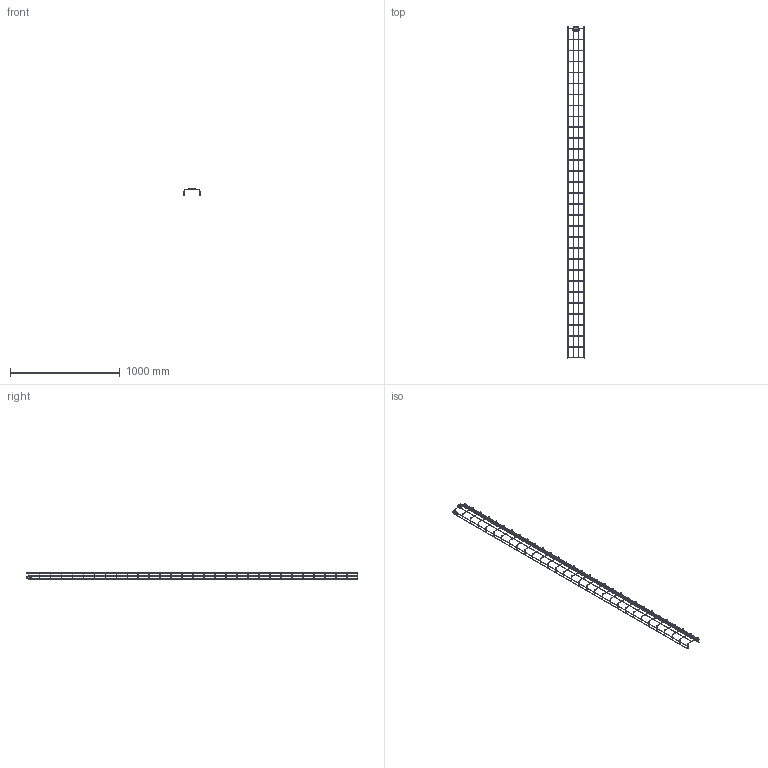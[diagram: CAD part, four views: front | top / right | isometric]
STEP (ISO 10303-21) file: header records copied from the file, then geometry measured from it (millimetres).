
FILE_DESCRIPTION((''),'2;1');
FILE_NAME('940115_ASM','2018-11-07T12:44:06',('tomasz.grudniewski'),(''),'CREO PARAMETRIC BY PTC INC, 2018260','CREO PARAMETRIC BY PTC INC, 2018260','');
FILE_SCHEMA(('CONFIG_CONTROL_DESIGN'));
Length unit declared in the file: millimetre
Products named in the file (5): 940115; ZZLS1_1; ZZLS1_2_20140910; UZS1_1_5_20140716; 940115_ASM
Assembly tree (4 placements, depth 2):
  940115_ASM
    940115
    ZZLS1_1
    ZZLS1_2_20140910
    UZS1_1_5_20140716
Bounding box: 150 x 3024 x 62.06 mm (x, y, z)
Volume: 332687 mm3; surface area: 336418.9 mm2
Topology: 40 solids, 40 shells, 1234 faces, 2832 edges, 1720 vertices
Faces by surface type: plane 487, cylinder 288, extrusion 157, bspline 154, torus 124, cone 24
Entity records: 51988 total; most frequent: CARTESIAN_POINT 25546, ORIENTED_EDGE 5664, DIRECTION 4755, EDGE_CURVE 2832, VECTOR 1799, VERTEX_POINT 1720, LINE 1642, AXIS2_PLACEMENT_3D 1478
